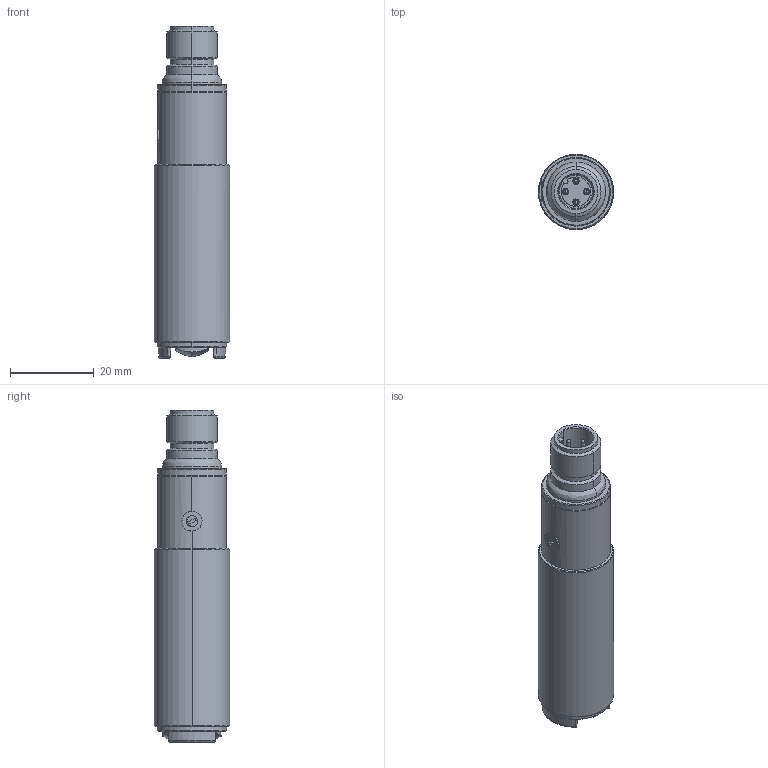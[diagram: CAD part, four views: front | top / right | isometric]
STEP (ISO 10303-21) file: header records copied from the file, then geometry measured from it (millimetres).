
FILE_DESCRIPTION (( 'STEP AP214' ), '1' );
FILE_NAME ('FARS-BP-0E.step', '2018-04-12T20:04:19', ( '' ), ( '' ), 'SwSTEP 2.0', 'SolidWorks 2017', '' );
FILE_SCHEMA (( 'AUTOMOTIVE_DESIGN' ));
Length unit declared in the file: inch
Products named in the file (1): FARS-BP-0E
Bounding box: 18 x 18 x 79.4 mm (x, y, z)
Volume: 16463.6 mm3; surface area: 6286.6 mm2
Topology: 10 solids, 10 shells, 192 faces, 439 edges, 271 vertices
Faces by surface type: cylinder 79, plane 53, cone 32, bspline 20, torus 8
Entity records: 8497 total; most frequent: CARTESIAN_POINT 1519, DIRECTION 956, ORIENTED_EDGE 862, EDGE_CURVE 431, AXIS2_PLACEMENT_3D 394, VERTEX_POINT 271, CIRCLE 221, EDGE_LOOP 216
